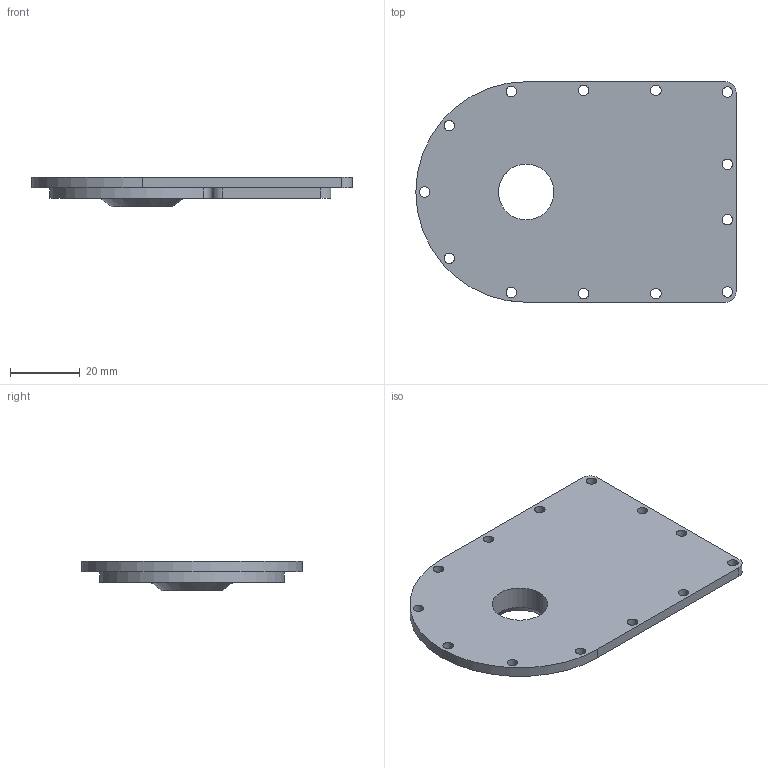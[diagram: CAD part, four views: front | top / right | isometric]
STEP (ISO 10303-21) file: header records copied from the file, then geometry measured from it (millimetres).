
FILE_DESCRIPTION(/* description */ (''),/* implementation_level */ '2;1');
FILE_NAME(/* name */ 'Balun_Cover.step',/* time_stamp */ '2025-07-20T14:06:24-07:00',/* author */ (''),/* organization */ (''),/* preprocessor_version */ 'ST-DEVELOPER v20.1',/* originating_system */ 'Autodesk Translation Framework v14.10.0.0',/* authorisation */ '');
FILE_SCHEMA (('AUTOMOTIVE_DESIGN { 1 0 10303 214 3 1 1 }'));
Length unit declared in the file: millimetre
Products named in the file (1): Balun_Cover
Bounding box: 91.52 x 63.05 x 8.36 mm (x, y, z)
Volume: 19294.4 mm3; surface area: 12968.7 mm2
Topology: 1 solids, 1 shells, 47 faces, 122 edges, 79 vertices
Faces by surface type: cylinder 23, plane 10, bspline 6, sphere 4, cone 2, torus 2
Full cylindrical faces by diameter (mm): 3 x13, 15.9 x1
Entity records: 1747 total; most frequent: CARTESIAN_POINT 495, DIRECTION 250, ORIENTED_EDGE 244, EDGE_CURVE 122, AXIS2_PLACEMENT_3D 100, VERTEX_POINT 79, EDGE_LOOP 77, CIRCLE 58
